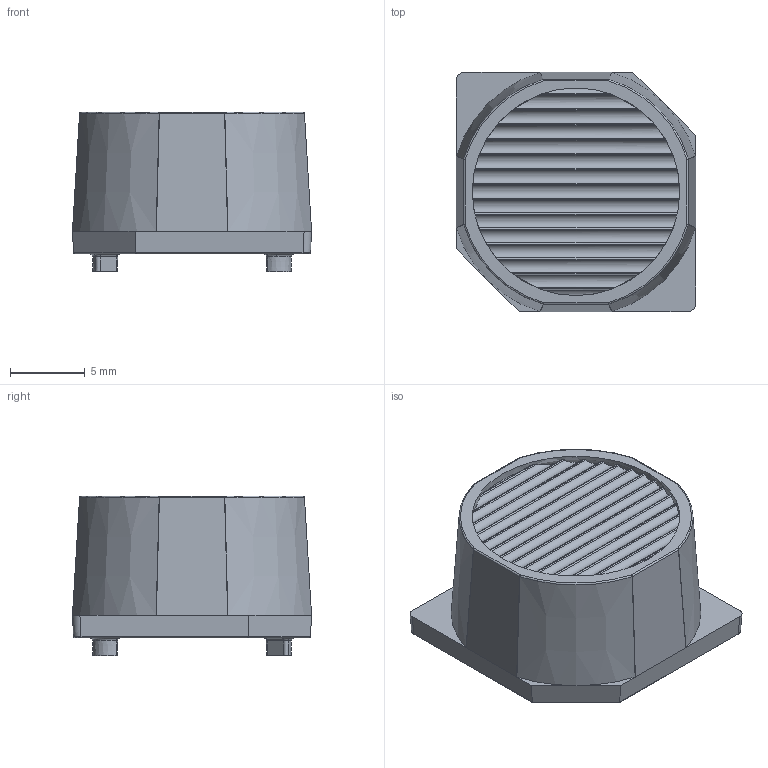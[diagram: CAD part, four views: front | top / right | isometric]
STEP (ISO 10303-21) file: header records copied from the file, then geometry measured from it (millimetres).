
FILE_DESCRIPTION (( 'STEP AP203' ), '1' );
FILE_NAME ('ÀÌÒ-ART-16õ16-3535-20õ50 Ãàáàðèòíàÿ ìîäåëü.STEP', '2023-02-03T08:48:06', ( 'Usr' ), ( '' ), 'SwSTEP 2.0', 'SolidWorks 2019', '' );
FILE_SCHEMA (( 'CONFIG_CONTROL_DESIGN' ));
Length unit declared in the file: millimetre
Products named in the file (1): ÀÌÒ-ART-16õ16-3535-20õ50 Ãàáàðèòíàÿ ìîäåëü
Bounding box: 16 x 16 x 10.68 mm (x, y, z)
Volume: 1215 mm3; surface area: 1448.4 mm2
Topology: 1 solids, 1 shells, 138 faces, 335 edges, 196 vertices
Faces by surface type: cylinder 59, bspline 36, plane 24, cone 12, torus 7
Entity records: 4957 total; most frequent: CARTESIAN_POINT 2138, ORIENTED_EDGE 654, DIRECTION 440, EDGE_CURVE 327, VERTEX_POINT 196, AXIS2_PLACEMENT_3D 170, B_SPLINE_CURVE_WITH_KNOTS 150, EDGE_LOOP 143
